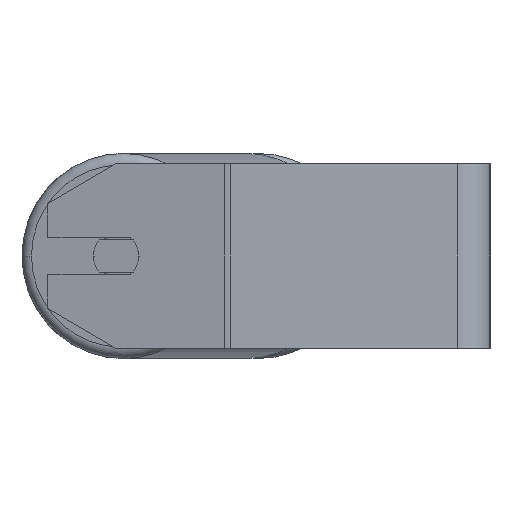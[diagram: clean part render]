
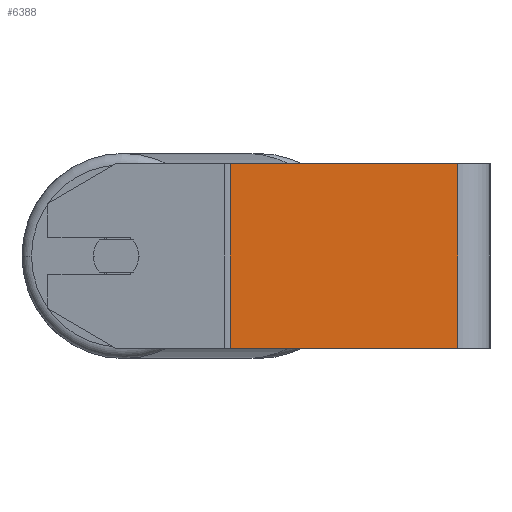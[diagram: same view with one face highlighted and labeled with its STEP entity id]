
A CAD part, left-side view. The second image highlights one B-rep face of the part: STEP entity #6388.
In plain terms, the highlighted planar face has unit normal (-1, 0, 0).
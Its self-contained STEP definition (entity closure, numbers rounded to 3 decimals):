
#454 = LINE ( 'NONE', #5992, #1258 ) ;
#623 = CARTESIAN_POINT ( 'NONE',  ( -525., 112.767, 40. ) ) ;
#723 = EDGE_CURVE ( 'NONE', #8574, #5700, #454, .T. ) ;
#969 = ORIENTED_EDGE ( 'NONE', *, *, #7658, .T. ) ;
#1036 = VERTEX_POINT ( 'NONE', #1240 ) ;
#1048 = CARTESIAN_POINT ( 'NONE',  ( -525., 113.992, 40. ) ) ;
#1240 = CARTESIAN_POINT ( 'NONE',  ( -525., 112.767, -40. ) ) ;
#1258 = VECTOR ( 'NONE', #7308, 1000. ) ;
#1333 = EDGE_LOOP ( 'NONE', ( #7810, #6330, #1745, #969 ) ) ;
#1521 = CARTESIAN_POINT ( 'NONE',  ( -525., 113.992, -40. ) ) ;
#1663 = PLANE ( 'NONE',  #2529 ) ;
#1745 = ORIENTED_EDGE ( 'NONE', *, *, #8057, .F. ) ;
#2021 = DIRECTION ( 'NONE',  ( 0., 0., -1. ) ) ;
#2274 = VECTOR ( 'NONE', #2618, 1000. ) ;
#2529 = AXIS2_PLACEMENT_3D ( 'NONE', #1048, #7069, #3026 ) ;
#2618 = DIRECTION ( 'NONE',  ( 0., -1., 0. ) ) ;
#2781 = CARTESIAN_POINT ( 'NONE',  ( -525., 14., 40. ) ) ;
#3026 = DIRECTION ( 'NONE',  ( 0., 0., -1. ) ) ;
#3239 = VECTOR ( 'NONE', #4221, 1000. ) ;
#3607 = FACE_OUTER_BOUND ( 'NONE', #1333, .T. ) ;
#3826 = VECTOR ( 'NONE', #2021, 1000. ) ;
#3996 = LINE ( 'NONE', #5872, #2274 ) ;
#4221 = DIRECTION ( 'NONE',  ( 0., -1., 0. ) ) ;
#5700 = VERTEX_POINT ( 'NONE', #5826 ) ;
#5826 = CARTESIAN_POINT ( 'NONE',  ( -525., 14., -40. ) ) ;
#5872 = CARTESIAN_POINT ( 'NONE',  ( -525., 113.992, 40. ) ) ;
#5992 = CARTESIAN_POINT ( 'NONE',  ( -525., 14., 40. ) ) ;
#6053 = CARTESIAN_POINT ( 'NONE',  ( -525., 112.767, 40. ) ) ;
#6330 = ORIENTED_EDGE ( 'NONE', *, *, #723, .F. ) ;
#6388 = ADVANCED_FACE ( 'NONE', ( #3607 ), #1663, .F. ) ;
#6675 = EDGE_CURVE ( 'NONE', #1036, #5700, #7582, .T. ) ;
#7069 = DIRECTION ( 'NONE',  ( 1., 0., 0. ) ) ;
#7308 = DIRECTION ( 'NONE',  ( 0., 0., -1. ) ) ;
#7455 = VERTEX_POINT ( 'NONE', #623 ) ;
#7582 = LINE ( 'NONE', #1521, #3239 ) ;
#7658 = EDGE_CURVE ( 'NONE', #7455, #1036, #7992, .T. ) ;
#7810 = ORIENTED_EDGE ( 'NONE', *, *, #6675, .T. ) ;
#7992 = LINE ( 'NONE', #6053, #3826 ) ;
#8057 = EDGE_CURVE ( 'NONE', #7455, #8574, #3996, .T. ) ;
#8574 = VERTEX_POINT ( 'NONE', #2781 ) ;
